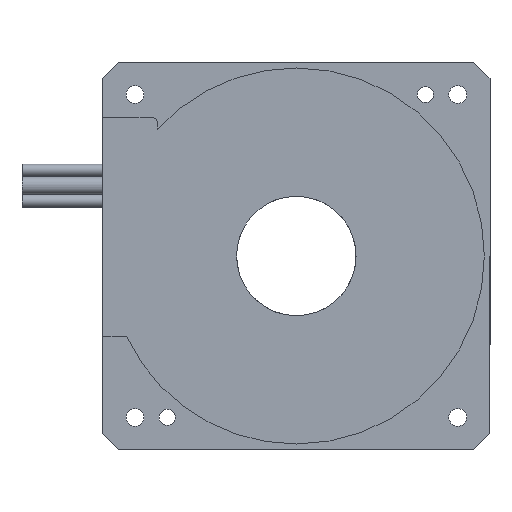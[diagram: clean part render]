
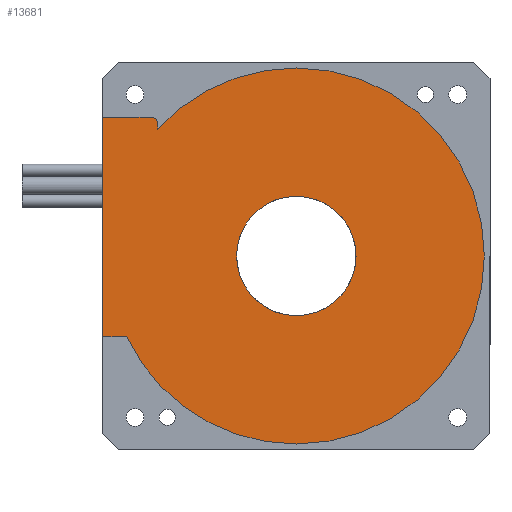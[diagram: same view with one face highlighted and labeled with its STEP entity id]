
A CAD part, front view. The second image highlights one B-rep face of the part: STEP entity #13681.
In plain terms, the highlighted planar face has unit normal (0, -1, 0).
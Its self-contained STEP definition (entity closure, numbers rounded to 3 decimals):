
#163 = CIRCLE ( 'NONE', #16315, 18.5 ) ;
#771 = ORIENTED_EDGE ( 'NONE', *, *, #2483, .F. ) ;
#1225 = LINE ( 'NONE', #19801, #13110 ) ;
#1336 = DIRECTION ( 'NONE',  ( 1., 0., 0. ) ) ;
#1346 = VERTEX_POINT ( 'NONE', #3413 ) ;
#1856 = AXIS2_PLACEMENT_3D ( 'NONE', #6428, #3190, #6358 ) ;
#2345 = VECTOR ( 'NONE', #4049, 1000. ) ;
#2483 = EDGE_CURVE ( 'NONE', #11961, #20825, #9909, .T. ) ;
#3190 = DIRECTION ( 'NONE',  ( 0., 1., 0. ) ) ;
#3413 = CARTESIAN_POINT ( 'NONE',  ( 5.677, -10.117, 86.75 ) ) ;
#3949 = CARTESIAN_POINT ( 'NONE',  ( 5.677, -10.117, 163.5 ) ) ;
#4020 = AXIS2_PLACEMENT_3D ( 'NONE', #18738, #5796, #5718 ) ;
#4049 = DIRECTION ( 'NONE',  ( 0., 0., 1. ) ) ;
#4508 = DIRECTION ( 'NONE',  ( 0., 0., -1. ) ) ;
#4512 = DIRECTION ( 'NONE',  ( 0., 0., 1. ) ) ;
#4703 = ORIENTED_EDGE ( 'NONE', *, *, #6175, .F. ) ;
#4709 = DIRECTION ( 'NONE',  ( 0., 0., 1. ) ) ;
#4742 = CARTESIAN_POINT ( 'NONE',  ( -39.323, -10.117, 188. ) ) ;
#5086 = ORIENTED_EDGE ( 'NONE', *, *, #18736, .F. ) ;
#5366 = CARTESIAN_POINT ( 'NONE',  ( -39.323, -10.117, 186. ) ) ;
#5718 = DIRECTION ( 'NONE',  ( 0., 0., 1. ) ) ;
#5796 = DIRECTION ( 'NONE',  ( 0., -1., 0. ) ) ;
#5824 = LINE ( 'NONE', #11095, #13567 ) ;
#5838 = CIRCLE ( 'NONE', #15850, 58.25 ) ;
#6094 = CARTESIAN_POINT ( 'NONE',  ( 5.677, -10.117, 126.5 ) ) ;
#6175 = EDGE_CURVE ( 'NONE', #8169, #1346, #5838, .T. ) ;
#6248 = CARTESIAN_POINT ( 'NONE',  ( 5.677, -10.117, 145. ) ) ;
#6358 = DIRECTION ( 'NONE',  ( 0., 0., -1. ) ) ;
#6428 = CARTESIAN_POINT ( 'NONE',  ( 5.677, -10.117, 145. ) ) ;
#6940 = DIRECTION ( 'NONE',  ( 0., 0., -1. ) ) ;
#6997 = CIRCLE ( 'NONE', #4020, 18.5 ) ;
#7273 = CARTESIAN_POINT ( 'NONE',  ( -54.323, -10.117, 120. ) ) ;
#7668 = EDGE_LOOP ( 'NONE', ( #17343, #9409, #4703, #12777, #8499, #771, #17016, #17902 ) ) ;
#7855 = EDGE_LOOP ( 'NONE', ( #5086, #14867 ) ) ;
#8169 = VERTEX_POINT ( 'NONE', #18322 ) ;
#8499 = ORIENTED_EDGE ( 'NONE', *, *, #14033, .F. ) ;
#9336 = FACE_BOUND ( 'NONE', #7855, .T. ) ;
#9409 = ORIENTED_EDGE ( 'NONE', *, *, #14711, .F. ) ;
#9716 = CARTESIAN_POINT ( 'NONE',  ( -39.323, -10.117, 186. ) ) ;
#9909 = CIRCLE ( 'NONE', #13320, 2. ) ;
#9982 = VERTEX_POINT ( 'NONE', #3949 ) ;
#10488 = CARTESIAN_POINT ( 'NONE',  ( -54.323, -10.117, 186. ) ) ;
#10569 = AXIS2_PLACEMENT_3D ( 'NONE', #6248, #14402, #12820 ) ;
#11095 = CARTESIAN_POINT ( 'NONE',  ( -37.323, -10.117, 186. ) ) ;
#11275 = CARTESIAN_POINT ( 'NONE',  ( -54.323, -10.117, 188. ) ) ;
#11961 = VERTEX_POINT ( 'NONE', #4742 ) ;
#12398 = DIRECTION ( 'NONE',  ( 0., 1., 0. ) ) ;
#12777 = ORIENTED_EDGE ( 'NONE', *, *, #16466, .F. ) ;
#12820 = DIRECTION ( 'NONE',  ( 0., 0., -1. ) ) ;
#12963 = CARTESIAN_POINT ( 'NONE',  ( 5.677, -10.117, 145. ) ) ;
#12976 = FACE_OUTER_BOUND ( 'NONE', #7668, .T. ) ;
#13110 = VECTOR ( 'NONE', #16689, 1000. ) ;
#13320 = AXIS2_PLACEMENT_3D ( 'NONE', #5366, #13543, #6940 ) ;
#13543 = DIRECTION ( 'NONE',  ( 0., 1., 0. ) ) ;
#13567 = VECTOR ( 'NONE', #17839, 1000. ) ;
#13619 = CIRCLE ( 'NONE', #10569, 58.25 ) ;
#13681 = ADVANCED_FACE ( 'NONE', ( #12976, #9336 ), #16035, .F. ) ;
#14033 = EDGE_CURVE ( 'NONE', #20825, #14203, #5824, .T. ) ;
#14130 = EDGE_CURVE ( 'NONE', #15299, #9982, #163, .T. ) ;
#14203 = VERTEX_POINT ( 'NONE', #15035 ) ;
#14402 = DIRECTION ( 'NONE',  ( 0., 1., 0. ) ) ;
#14489 = DIRECTION ( 'NONE',  ( 0., 1., 0. ) ) ;
#14614 = DIRECTION ( 'NONE',  ( 0., -1., 0. ) ) ;
#14711 = EDGE_CURVE ( 'NONE', #1346, #19628, #20341, .T. ) ;
#14867 = ORIENTED_EDGE ( 'NONE', *, *, #14130, .F. ) ;
#15035 = CARTESIAN_POINT ( 'NONE',  ( -37.323, -10.117, 184.295 ) ) ;
#15046 = CARTESIAN_POINT ( 'NONE',  ( -37.323, -10.117, 186. ) ) ;
#15299 = VERTEX_POINT ( 'NONE', #6094 ) ;
#15478 = LINE ( 'NONE', #10488, #2345 ) ;
#15679 = VERTEX_POINT ( 'NONE', #7273 ) ;
#15850 = AXIS2_PLACEMENT_3D ( 'NONE', #20842, #12398, #4508 ) ;
#16035 = PLANE ( 'NONE',  #16170 ) ;
#16170 = AXIS2_PLACEMENT_3D ( 'NONE', #9716, #14489, #4512 ) ;
#16315 = AXIS2_PLACEMENT_3D ( 'NONE', #12963, #14614, #4709 ) ;
#16466 = EDGE_CURVE ( 'NONE', #14203, #8169, #13619, .T. ) ;
#16689 = DIRECTION ( 'NONE',  ( -1., 0., 0. ) ) ;
#16933 = EDGE_CURVE ( 'NONE', #15679, #19546, #15478, .T. ) ;
#17016 = ORIENTED_EDGE ( 'NONE', *, *, #18479, .F. ) ;
#17343 = ORIENTED_EDGE ( 'NONE', *, *, #17516, .F. ) ;
#17516 = EDGE_CURVE ( 'NONE', #19628, #15679, #1225, .T. ) ;
#17839 = DIRECTION ( 'NONE',  ( 0., 0., -1. ) ) ;
#17902 = ORIENTED_EDGE ( 'NONE', *, *, #16933, .F. ) ;
#18322 = CARTESIAN_POINT ( 'NONE',  ( 5.677, -10.117, 203.25 ) ) ;
#18479 = EDGE_CURVE ( 'NONE', #19546, #11961, #20613, .T. ) ;
#18736 = EDGE_CURVE ( 'NONE', #9982, #15299, #6997, .T. ) ;
#18738 = CARTESIAN_POINT ( 'NONE',  ( 5.677, -10.117, 145. ) ) ;
#19546 = VERTEX_POINT ( 'NONE', #11275 ) ;
#19628 = VERTEX_POINT ( 'NONE', #19712 ) ;
#19712 = CARTESIAN_POINT ( 'NONE',  ( -46.936, -10.117, 120. ) ) ;
#19801 = CARTESIAN_POINT ( 'NONE',  ( -39.323, -10.117, 120. ) ) ;
#20099 = VECTOR ( 'NONE', #1336, 1000. ) ;
#20341 = CIRCLE ( 'NONE', #1856, 58.25 ) ;
#20613 = LINE ( 'NONE', #20830, #20099 ) ;
#20825 = VERTEX_POINT ( 'NONE', #15046 ) ;
#20830 = CARTESIAN_POINT ( 'NONE',  ( -39.323, -10.117, 188. ) ) ;
#20842 = CARTESIAN_POINT ( 'NONE',  ( 5.677, -10.117, 145. ) ) ;
